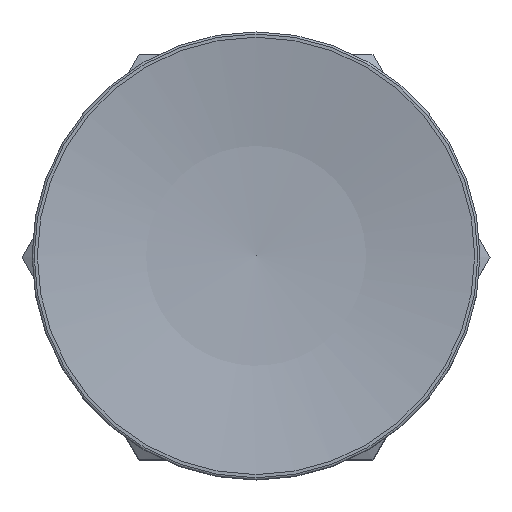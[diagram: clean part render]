
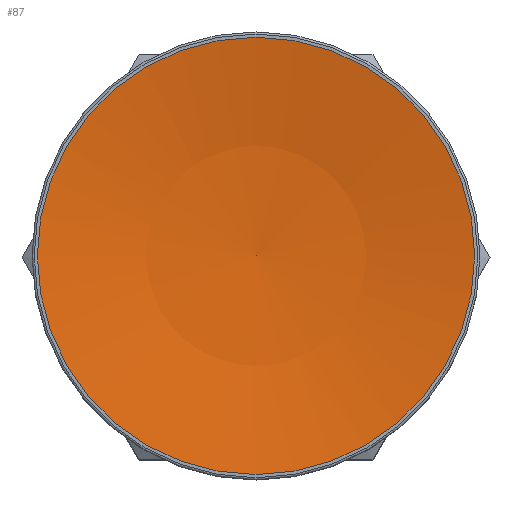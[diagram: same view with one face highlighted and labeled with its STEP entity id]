
A CAD part, top view. The second image highlights one B-rep face of the part: STEP entity #87.
In plain terms, the highlighted spherical face has radius 53.031 mm.
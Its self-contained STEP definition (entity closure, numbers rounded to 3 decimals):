
#87 = ADVANCED_FACE( '', ( #221 ), #222, .F. );
#221 = FACE_OUTER_BOUND( '', #418, .T. );
#222 = SPHERICAL_SURFACE( '', #419, 53.031 );
#418 = EDGE_LOOP( '', ( #625 ) );
#419 = AXIS2_PLACEMENT_3D( '', #626, #627, #628 );
#625 = ORIENTED_EDGE( '', *, *, #1071, .T. );
#626 = CARTESIAN_POINT( '', ( 0., 0., 70.031 ) );
#627 = DIRECTION( '', ( 0., 0., 1. ) );
#628 = DIRECTION( '', ( 1., 0., 0. ) );
#1071 = EDGE_CURVE( '', #1253, #1253, #1254, .T. );
#1253 = VERTEX_POINT( '', #1536 );
#1254 = CIRCLE( '', #1537, 10.25 );
#1536 = CARTESIAN_POINT( '', ( 10.25, 0., 18. ) );
#1537 = AXIS2_PLACEMENT_3D( '', #1974, #1975, #1976 );
#1974 = CARTESIAN_POINT( '', ( 0., 0., 18. ) );
#1975 = DIRECTION( '', ( 0., 0., 1. ) );
#1976 = DIRECTION( '', ( 1., 0., 0. ) );
